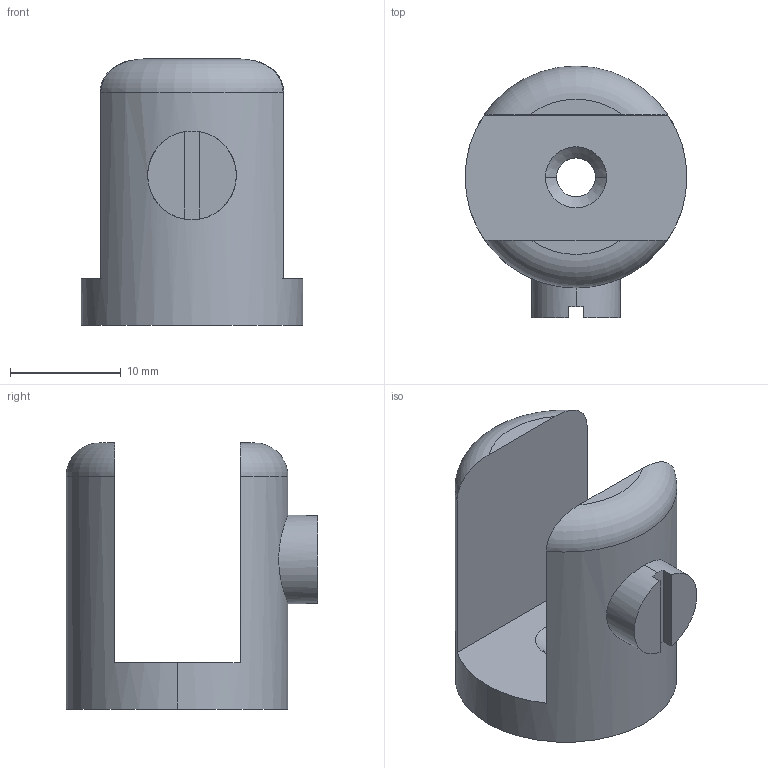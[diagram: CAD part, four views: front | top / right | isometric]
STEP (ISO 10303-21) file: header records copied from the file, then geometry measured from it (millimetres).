
FILE_DESCRIPTION (( 'STEP AP214' ), '1' );
FILE_NAME ('F002554_3D.step', '2022-11-21T18:16:12', ( '' ), ( '' ), 'SwSTEP 2.0', 'SolidWorks 2020', '' );
FILE_SCHEMA (( 'AUTOMOTIVE_DESIGN' ));
Length unit declared in the file: millimetre
Products named in the file (1): F002554_3D
Bounding box: 20 x 22.7 x 24 mm (x, y, z)
Volume: 3337.7 mm3; surface area: 2362.1 mm2
Topology: 1 solids, 1 shells, 21 faces, 52 edges, 34 vertices
Faces by surface type: plane 11, cylinder 6, cone 2, torus 2
Entity records: 790 total; most frequent: CARTESIAN_POINT 240, DIRECTION 112, ORIENTED_EDGE 104, EDGE_CURVE 52, AXIS2_PLACEMENT_3D 44, VERTEX_POINT 34, VECTOR 24, EDGE_LOOP 24
